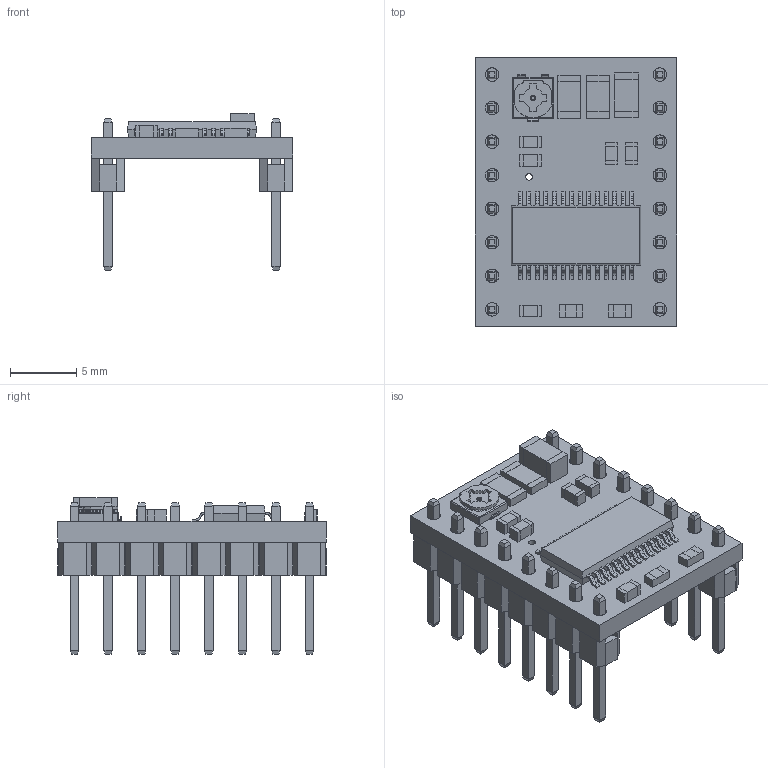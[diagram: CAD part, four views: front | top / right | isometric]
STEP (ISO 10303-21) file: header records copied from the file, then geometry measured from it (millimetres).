
FILE_DESCRIPTION (( 'STEP AP214' ), '1' );
FILE_NAME ('drv8825-stepper-motor-driver-carriers-high-current.step', '2016-10-25T20:28:59', ( '' ), ( '' ), 'SwSTEP 2.0', 'SolidWorks 2016', '' );
FILE_SCHEMA (( 'AUTOMOTIVE_DESIGN' ));
Length unit declared in the file: millimetre
Products named in the file (1): drv8825-stepper-motor-driver-carriers-high-current
Bounding box: 15.24 x 20.32 x 11.87 mm (x, y, z)
Volume: 825.1 mm3; surface area: 1818.6 mm2
Topology: 3 solids, 3 shells, 1127 faces, 3264 edges, 2195 vertices
Faces by surface type: plane 946, cylinder 171, torus 6, sphere 4
Entity records: 43772 total; most frequent: CARTESIAN_POINT 10794, ORIENTED_EDGE 6520, DIRECTION 4635, EDGE_CURVE 3260, VECTOR 2327, LINE 2327, VERTEX_POINT 2195, EDGE_LOOP 1273
